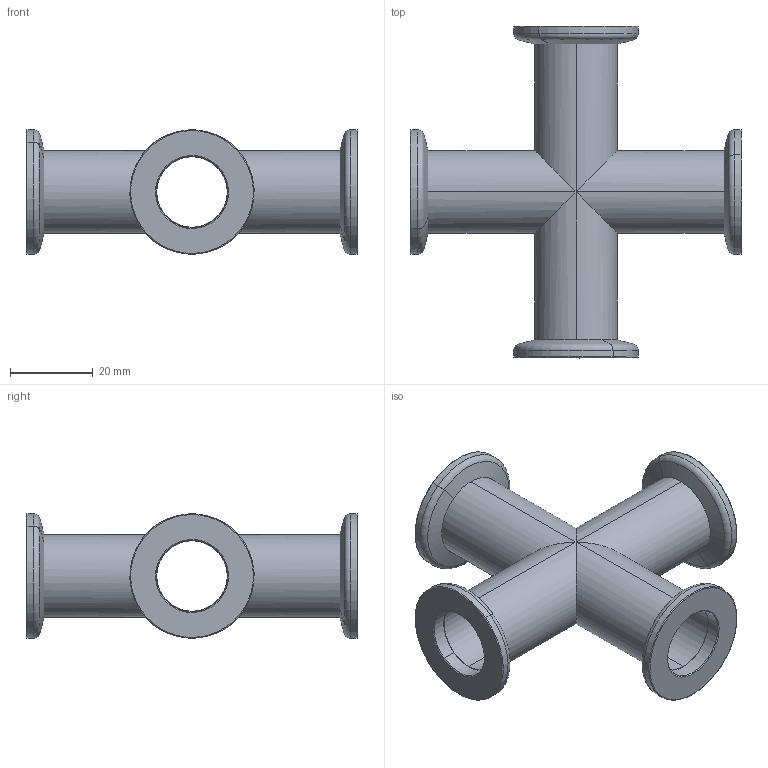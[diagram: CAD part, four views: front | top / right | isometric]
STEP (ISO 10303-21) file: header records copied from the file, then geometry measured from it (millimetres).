
FILE_DESCRIPTION (( 'STEP AP214' ), '1' );
FILE_NAME ('Hositrad_KX4-16-20.STEP', '2017-06-08T06:58:36', ( 'Gebruiker' ), ( '' ), 'SwSTEP 2.0', 'SolidWorks 2017', '' );
FILE_SCHEMA (( 'AUTOMOTIVE_DESIGN' ));
Length unit declared in the file: millimetre
Products named in the file (3): Hositrad_KX4-16-20; KF16-19WS_KF16-20; KX4-Tube-All_KX4-16-20
Assembly tree (5 placements, depth 2):
  Hositrad_KX4-16-20
    KX4-Tube-All_KX4-16-20
    KF16-19WS_KF16-20  x4
Bounding box: 80 x 80 x 29.95 mm (x, y, z)
Volume: 17387.3 mm3; surface area: 20319.5 mm2
Topology: 5 solids, 5 shells, 84 faces, 168 edges, 92 vertices
Faces by surface type: cylinder 40, torus 16, cone 16, plane 12
Entity records: 1064 total; most frequent: DIRECTION 190, CARTESIAN_POINT 178, ORIENTED_EDGE 144, AXIS2_PLACEMENT_3D 82, EDGE_CURVE 72, EDGE_LOOP 42, CIRCLE 38, VERTEX_POINT 38
